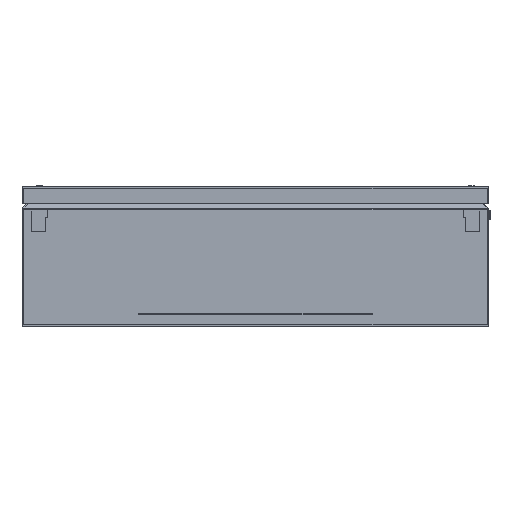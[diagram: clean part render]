
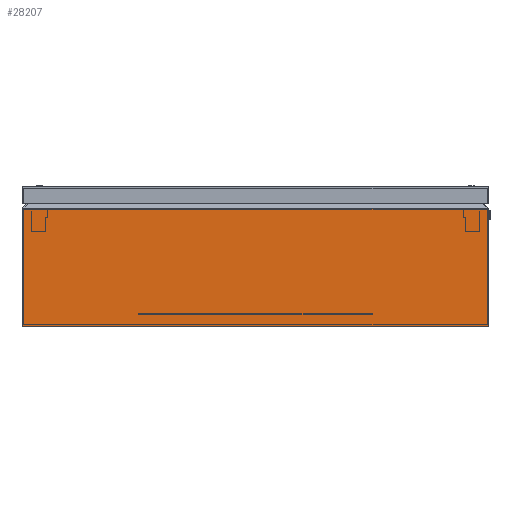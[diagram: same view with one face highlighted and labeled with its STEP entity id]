
A CAD part, left-side view. The second image highlights one B-rep face of the part: STEP entity #28207.
In plain terms, the highlighted planar face has unit normal (-1, 0, 0).
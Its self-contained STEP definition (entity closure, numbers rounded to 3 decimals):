
#249 = DIRECTION ( 'NONE',  ( 0., 1., 0. ) ) ;
#392 = CARTESIAN_POINT ( 'NONE',  ( 0., 0., 0. ) ) ;
#3145 = LINE ( 'NONE', #11895, #7042 ) ;
#3397 = ORIENTED_EDGE ( 'NONE', *, *, #10983, .T. ) ;
#7042 = VECTOR ( 'NONE', #18269, 1000. ) ;
#7106 = EDGE_CURVE ( 'NONE', #19709, #23774, #20198, .T. ) ;
#7828 = VERTEX_POINT ( 'NONE', #15293 ) ;
#10827 = DIRECTION ( 'NONE',  ( -1., 0., 0. ) ) ;
#10982 = AXIS2_PLACEMENT_3D ( 'NONE', #15625, #10827, #11391 ) ;
#10983 = EDGE_CURVE ( 'NONE', #19709, #7828, #3145, .T. ) ;
#11391 = DIRECTION ( 'NONE',  ( 0., 0., 1. ) ) ;
#11895 = CARTESIAN_POINT ( 'NONE',  ( 0., 0., 0. ) ) ;
#12251 = DIRECTION ( 'NONE',  ( 0., 0., 1. ) ) ;
#12274 = VECTOR ( 'NONE', #249, 1000. ) ;
#14866 = CARTESIAN_POINT ( 'NONE',  ( 0., 400., 0. ) ) ;
#15293 = CARTESIAN_POINT ( 'NONE',  ( 0., 0., 101.167 ) ) ;
#15499 = CARTESIAN_POINT ( 'NONE',  ( 0., 400., 101.167 ) ) ;
#15625 = CARTESIAN_POINT ( 'NONE',  ( 0., 0., 0. ) ) ;
#15881 = LINE ( 'NONE', #27323, #19152 ) ;
#16745 = CARTESIAN_POINT ( 'NONE',  ( 0., 400., 0. ) ) ;
#16961 = VERTEX_POINT ( 'NONE', #15499 ) ;
#16972 = ORIENTED_EDGE ( 'NONE', *, *, #24692, .T. ) ;
#18269 = DIRECTION ( 'NONE',  ( 0., 0., 1. ) ) ;
#19152 = VECTOR ( 'NONE', #27179, 1000. ) ;
#19709 = VERTEX_POINT ( 'NONE', #392 ) ;
#20097 = PLANE ( 'NONE',  #10982 ) ;
#20198 = LINE ( 'NONE', #22114, #12274 ) ;
#20253 = FACE_OUTER_BOUND ( 'NONE', #23770, .T. ) ;
#22114 = CARTESIAN_POINT ( 'NONE',  ( 0., 0., 0. ) ) ;
#22525 = ORIENTED_EDGE ( 'NONE', *, *, #24771, .F. ) ;
#22767 = ORIENTED_EDGE ( 'NONE', *, *, #7106, .F. ) ;
#23770 = EDGE_LOOP ( 'NONE', ( #16972, #22525, #22767, #3397 ) ) ;
#23774 = VERTEX_POINT ( 'NONE', #14866 ) ;
#24692 = EDGE_CURVE ( 'NONE', #7828, #16961, #15881, .T. ) ;
#24771 = EDGE_CURVE ( 'NONE', #23774, #16961, #27622, .T. ) ;
#27179 = DIRECTION ( 'NONE',  ( 0., 1., 0. ) ) ;
#27323 = CARTESIAN_POINT ( 'NONE',  ( 0., 0., 101.167 ) ) ;
#27622 = LINE ( 'NONE', #16745, #28410 ) ;
#28207 = ADVANCED_FACE ( 'NONE', ( #20253 ), #20097, .T. ) ;
#28410 = VECTOR ( 'NONE', #12251, 1000. ) ;
